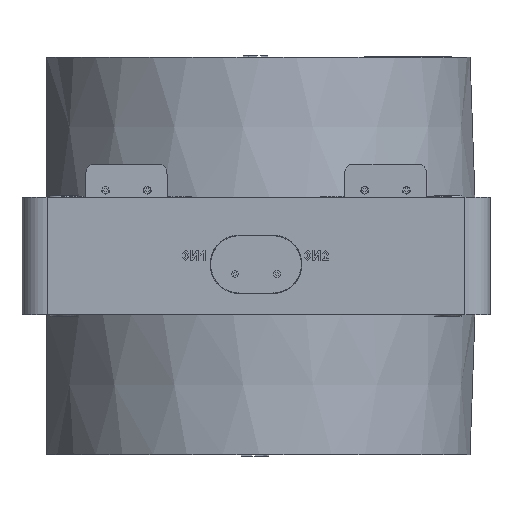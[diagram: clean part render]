
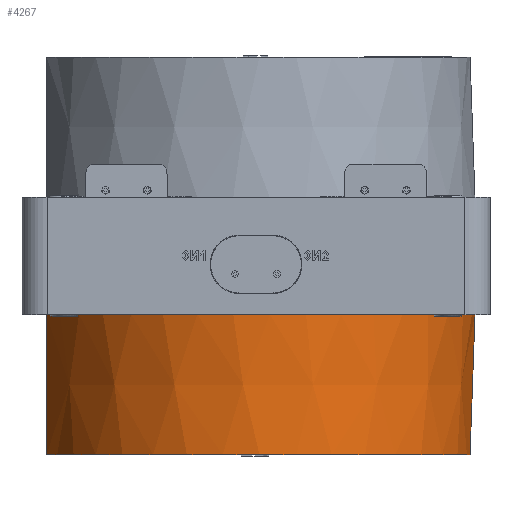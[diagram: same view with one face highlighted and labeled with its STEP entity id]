
A CAD part, front view. The second image highlights one B-rep face of the part: STEP entity #4267.
In plain terms, the highlighted conical face has half-angle 2 degrees and reference radius 131 mm.
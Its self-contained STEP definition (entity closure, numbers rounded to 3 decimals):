
#29 = CARTESIAN_POINT ( 'NONE',  ( -125.367, -26.155, -119. ) ) ;
#4267 = ADVANCED_FACE ( 'NONE', ( #47524 ), #4435, .T. ) ;
#4435 = CONICAL_SURFACE ( 'NONE', #176432, 131., 0.035 ) ;
#9821 = LINE ( 'NONE', #67803, #86967 ) ;
#12235 = DIRECTION ( 'NONE',  ( 1., 0., 0. ) ) ;
#20019 = CARTESIAN_POINT ( 'NONE',  ( 0., 0., -35. ) ) ;
#21421 = CIRCLE ( 'NONE', #114461, 128.067 ) ;
#23051 = VERTEX_POINT ( 'NONE', #29 ) ;
#42862 = ORIENTED_EDGE ( 'NONE', *, *, #66329, .T. ) ;
#42952 = CARTESIAN_POINT ( 'NONE',  ( -125.367, -38., -35. ) ) ;
#43247 = DIRECTION ( 'NONE',  ( 0., 0., 1. ) ) ;
#47524 = FACE_OUTER_BOUND ( 'NONE', #136437, .T. ) ;
#57469 = VERTEX_POINT ( 'NONE', #112577 ) ;
#57525 = CARTESIAN_POINT ( 'NONE',  ( -125.367, -36.311, -49.034 ) ) ;
#66329 = EDGE_CURVE ( 'NONE', #177072, #23051, #164538, .T. ) ;
#67803 = CARTESIAN_POINT ( 'NONE',  ( 131., 0., -35. ) ) ;
#68813 = ORIENTED_EDGE ( 'NONE', *, *, #164046, .T. ) ;
#72000 = CARTESIAN_POINT ( 'NONE',  ( -125.367, -31.606, -84.062 ) ) ;
#73835 = CARTESIAN_POINT ( 'NONE',  ( 0., 0., -119. ) ) ;
#73970 = CARTESIAN_POINT ( 'NONE',  ( -125.367, -38., -35. ) ) ;
#79278 = CARTESIAN_POINT ( 'NONE',  ( 131., 0., -35. ) ) ;
#86667 = CARTESIAN_POINT ( 'NONE',  ( -125.367, -28.464, -105.043 ) ) ;
#86967 = VECTOR ( 'NONE', #169098, 1000. ) ;
#88455 = DIRECTION ( 'NONE',  ( -1., 0., 0. ) ) ;
#91865 = VERTEX_POINT ( 'NONE', #79278 ) ;
#99121 = DIRECTION ( 'NONE',  ( 0., 0., 1. ) ) ;
#99990 = EDGE_CURVE ( 'NONE', #57469, #91865, #9821, .T. ) ;
#101212 = CARTESIAN_POINT ( 'NONE',  ( -125.367, -26.155, -119. ) ) ;
#106552 = CIRCLE ( 'NONE', #178913, 131. ) ;
#106784 = ORIENTED_EDGE ( 'NONE', *, *, #166076, .F. ) ;
#112577 = CARTESIAN_POINT ( 'NONE',  ( 128.067, 0., -119. ) ) ;
#114461 = AXIS2_PLACEMENT_3D ( 'NONE', #73835, #175127, #88455 ) ;
#121437 = DIRECTION ( 'NONE',  ( 1., 0., 0. ) ) ;
#122480 = ORIENTED_EDGE ( 'NONE', *, *, #99990, .T. ) ;
#136437 = EDGE_LOOP ( 'NONE', ( #68813, #122480, #106784, #42862 ) ) ;
#158839 = CARTESIAN_POINT ( 'NONE',  ( -125.367, -34.523, -63.056 ) ) ;
#164046 = EDGE_CURVE ( 'NONE', #23051, #57469, #21421, .T. ) ;
#164538 = B_SPLINE_CURVE_WITH_KNOTS ( 'NONE', 3,
 ( #42952, #57525, #158839, #72000, #173349, #86667, #187922, #101212 ),
 .UNSPECIFIED., .F., .F.,
 ( 4, 2, 2, 4 ),
 ( 0.134, 0.177, 0.198, 0.219 ),
 .UNSPECIFIED. ) ;
#166076 = EDGE_CURVE ( 'NONE', #177072, #91865, #106552, .T. ) ;
#169098 = DIRECTION ( 'NONE',  ( 0.035, 0., 0.999 ) ) ;
#173349 = CARTESIAN_POINT ( 'NONE',  ( -125.367, -30.594, -91.06 ) ) ;
#175127 = DIRECTION ( 'NONE',  ( 0., 0., 1. ) ) ;
#176432 = AXIS2_PLACEMENT_3D ( 'NONE', #20019, #43247, #121437 ) ;
#177072 = VERTEX_POINT ( 'NONE', #73970 ) ;
#178913 = AXIS2_PLACEMENT_3D ( 'NONE', #185770, #99121, #12235 ) ;
#185770 = CARTESIAN_POINT ( 'NONE',  ( 0., 0., -35. ) ) ;
#187922 = CARTESIAN_POINT ( 'NONE',  ( -125.367, -27.347, -112.03 ) ) ;
